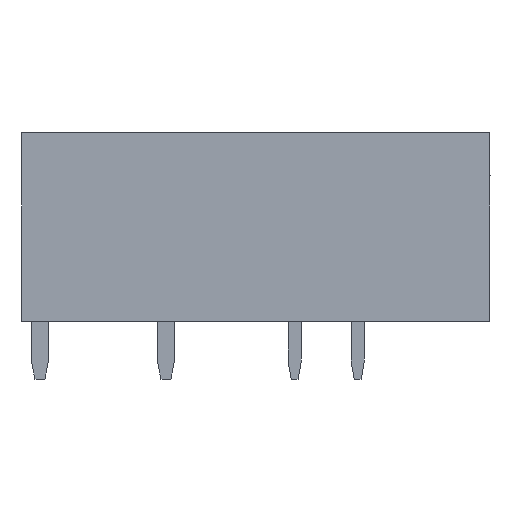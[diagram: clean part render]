
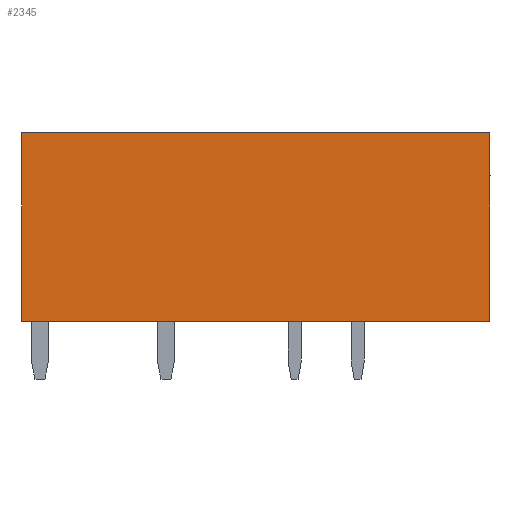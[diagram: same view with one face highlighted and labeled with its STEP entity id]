
A CAD part, left-side view. The second image highlights one B-rep face of the part: STEP entity #2345.
In plain terms, the highlighted planar face has unit normal (-1, 0, 0).
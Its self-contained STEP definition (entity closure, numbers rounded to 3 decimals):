
#2337=AXIS2_PLACEMENT_3D('Plane Axis2P3D',#2334,#2335,#2336) ;
#42=CARTESIAN_POINT('Vertex',(0.,0.,14.9)) ;
#45=CARTESIAN_POINT('Line Origine',(0.,0.,9.2)) ;
#49=CARTESIAN_POINT('Vertex',(0.,0.,3.5)) ;
#1497=CARTESIAN_POINT('Vertex',(0.,28.3,14.9)) ;
#1500=CARTESIAN_POINT('Line Origine',(0.,14.15,14.9)) ;
#1651=CARTESIAN_POINT('Vertex',(0.,28.3,3.5)) ;
#1654=CARTESIAN_POINT('Line Origine',(0.,28.3,9.2)) ;
#1690=CARTESIAN_POINT('Line Origine',(0.,14.15,3.5)) ;
#2334=CARTESIAN_POINT('Axis2P3D Location',(0.,0.,0.)) ;
#46=DIRECTION('Vector Direction',(0.,0.,-1.)) ;
#1501=DIRECTION('Vector Direction',(0.,-1.,0.)) ;
#1655=DIRECTION('Vector Direction',(0.,0.,1.)) ;
#1691=DIRECTION('Vector Direction',(0.,1.,0.)) ;
#2335=DIRECTION('Axis2P3D Direction',(-1.,0.,0.)) ;
#2336=DIRECTION('Axis2P3D XDirection',(0.,-1.,0.)) ;
#47=VECTOR('Line Direction',#46,1.) ;
#1502=VECTOR('Line Direction',#1501,1.) ;
#1656=VECTOR('Line Direction',#1655,1.) ;
#1692=VECTOR('Line Direction',#1691,1.) ;
#2340=ORIENTED_EDGE('',*,*,#51,.T.) ;
#2341=ORIENTED_EDGE('',*,*,#1504,.T.) ;
#2342=ORIENTED_EDGE('',*,*,#1658,.T.) ;
#2343=ORIENTED_EDGE('',*,*,#1694,.T.) ;
#2345=ADVANCED_FACE('HOUSING',(#2344),#2338,.T.) ;
#51=EDGE_CURVE('',#50,#43,#48,.F.) ;
#1504=EDGE_CURVE('',#43,#1498,#1503,.F.) ;
#1658=EDGE_CURVE('',#1498,#1652,#1657,.F.) ;
#1694=EDGE_CURVE('',#1652,#50,#1693,.F.) ;
#2339=EDGE_LOOP('',(#2340,#2341,#2342,#2343)) ;
#2344=FACE_OUTER_BOUND('',#2339,.T.) ;
#48=LINE('Line',#45,#47) ;
#1503=LINE('Line',#1500,#1502) ;
#1657=LINE('Line',#1654,#1656) ;
#1693=LINE('Line',#1690,#1692) ;
#2338=PLANE('',#2337) ;
#43=VERTEX_POINT('',#42) ;
#50=VERTEX_POINT('',#49) ;
#1498=VERTEX_POINT('',#1497) ;
#1652=VERTEX_POINT('',#1651) ;
